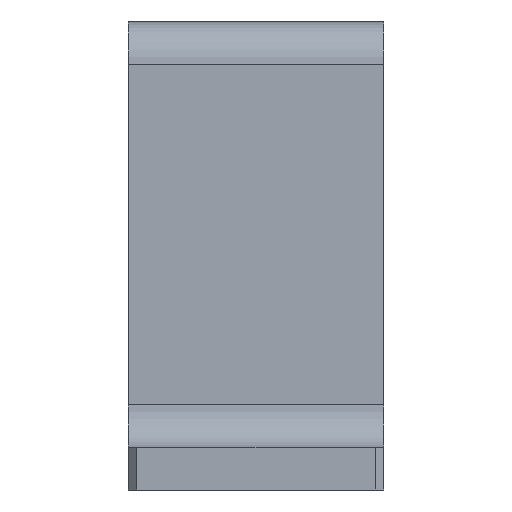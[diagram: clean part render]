
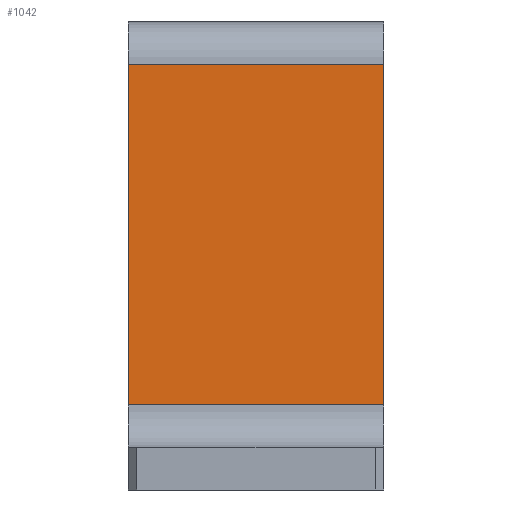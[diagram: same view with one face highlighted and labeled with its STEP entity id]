
A CAD part, front view. The second image highlights one B-rep face of the part: STEP entity #1042.
In plain terms, the highlighted planar face has unit normal (0, -1, 0).
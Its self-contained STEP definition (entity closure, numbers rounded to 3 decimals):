
#51 = ORIENTED_EDGE ( 'NONE', *, *, #942, .F. ) ;
#151 = VERTEX_POINT ( 'NONE', #199 ) ;
#170 = VERTEX_POINT ( 'NONE', #558 ) ;
#188 = EDGE_CURVE ( 'NONE', #440, #170, #229, .T. ) ;
#199 = CARTESIAN_POINT ( 'NONE',  ( 0., 85., 50. ) ) ;
#201 = DIRECTION ( 'NONE',  ( -1., 0., 0. ) ) ;
#206 = CARTESIAN_POINT ( 'NONE',  ( 30., 85., 55. ) ) ;
#223 = CARTESIAN_POINT ( 'NONE',  ( 30., 85., 50. ) ) ;
#229 = LINE ( 'NONE', #821, #536 ) ;
#232 = VECTOR ( 'NONE', #201, 1000. ) ;
#287 = LINE ( 'NONE', #206, #492 ) ;
#316 = ORIENTED_EDGE ( 'NONE', *, *, #188, .T. ) ;
#325 = DIRECTION ( 'NONE',  ( 0., 1., 0. ) ) ;
#408 = VECTOR ( 'NONE', #877, 1000. ) ;
#440 = VERTEX_POINT ( 'NONE', #878 ) ;
#489 = PLANE ( 'NONE',  #629 ) ;
#492 = VECTOR ( 'NONE', #943, 1000. ) ;
#536 = VECTOR ( 'NONE', #919, 1000. ) ;
#558 = CARTESIAN_POINT ( 'NONE',  ( 30., 85., 10. ) ) ;
#608 = VERTEX_POINT ( 'NONE', #223 ) ;
#629 = AXIS2_PLACEMENT_3D ( 'NONE', #816, #325, #886 ) ;
#693 = EDGE_LOOP ( 'NONE', ( #51, #824, #964, #316 ) ) ;
#706 = CARTESIAN_POINT ( 'NONE',  ( 0., 85., 50. ) ) ;
#787 = LINE ( 'NONE', #706, #232 ) ;
#816 = CARTESIAN_POINT ( 'NONE',  ( 0., 85., 55. ) ) ;
#821 = CARTESIAN_POINT ( 'NONE',  ( 30., 85., 10. ) ) ;
#824 = ORIENTED_EDGE ( 'NONE', *, *, #885, .T. ) ;
#855 = EDGE_CURVE ( 'NONE', #151, #440, #1036, .T. ) ;
#877 = DIRECTION ( 'NONE',  ( 0., 0., -1. ) ) ;
#878 = CARTESIAN_POINT ( 'NONE',  ( 0., 85., 10. ) ) ;
#885 = EDGE_CURVE ( 'NONE', #608, #151, #787, .T. ) ;
#886 = DIRECTION ( 'NONE',  ( 0., 0., 1. ) ) ;
#903 = FACE_OUTER_BOUND ( 'NONE', #693, .T. ) ;
#919 = DIRECTION ( 'NONE',  ( 1., 0., 0. ) ) ;
#942 = EDGE_CURVE ( 'NONE', #608, #170, #287, .T. ) ;
#943 = DIRECTION ( 'NONE',  ( 0., 0., -1. ) ) ;
#955 = CARTESIAN_POINT ( 'NONE',  ( 0., 85., 55. ) ) ;
#964 = ORIENTED_EDGE ( 'NONE', *, *, #855, .T. ) ;
#1036 = LINE ( 'NONE', #955, #408 ) ;
#1042 = ADVANCED_FACE ( 'NONE', ( #903 ), #489, .F. ) ;
